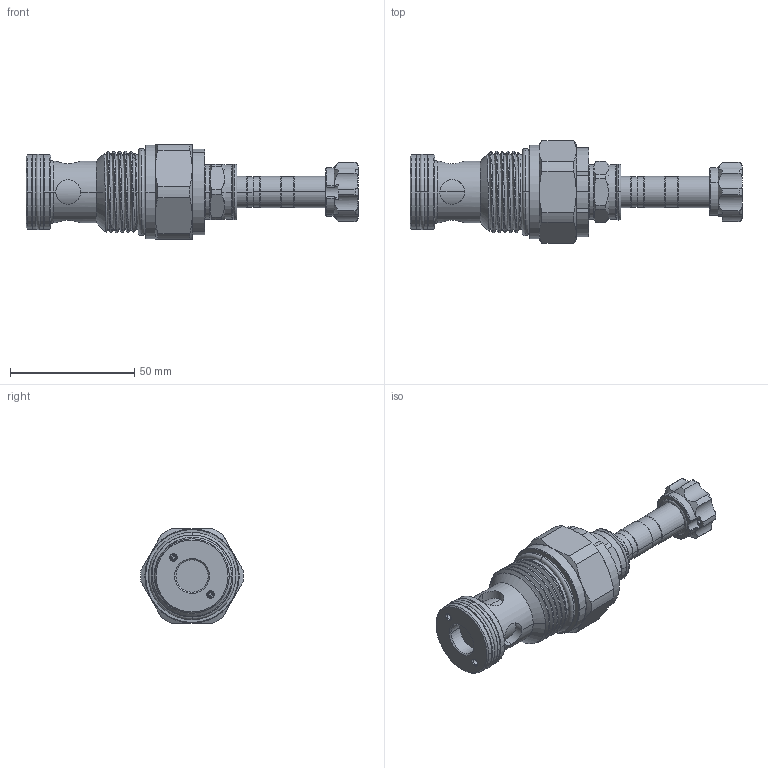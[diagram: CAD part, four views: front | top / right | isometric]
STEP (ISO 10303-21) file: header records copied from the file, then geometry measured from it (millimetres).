
FILE_DESCRIPTION (( 'STEP AP203' ), '1' );
FILE_NAME ('EP21E2A01N95.STEP', '2016-08-30T01:02:00', ( '' ), ( '' ), 'SwSTEP 2.0', 'SolidWorks 2012', '' );
FILE_SCHEMA (( 'CONFIG_CONTROL_DESIGN' ));
Length unit declared in the file: millimetre
Products named in the file (1): EP21E2A01N95
Bounding box: 133.75 x 41.49 x 38 mm (x, y, z)
Volume: 70808.2 mm3; surface area: 18672.6 mm2
Topology: 5 solids, 5 shells, 286 faces, 687 edges, 422 vertices
Faces by surface type: cylinder 134, cone 68, plane 43, torus 38, bspline 3
Entity records: 12158 total; most frequent: CARTESIAN_POINT 5490, DIRECTION 1431, ORIENTED_EDGE 1366, EDGE_CURVE 683, AXIS2_PLACEMENT_3D 608, VERTEX_POINT 422, CIRCLE 324, EDGE_LOOP 311
